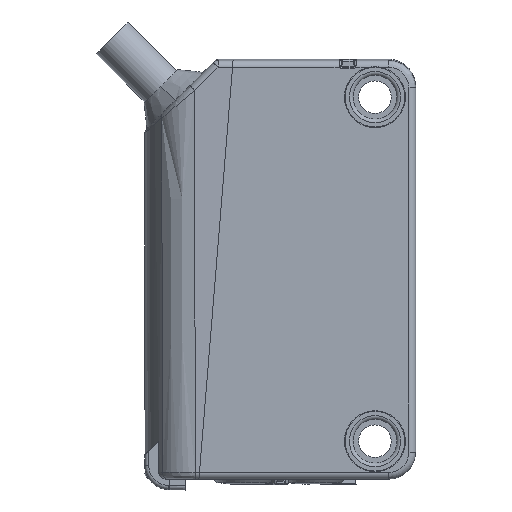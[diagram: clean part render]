
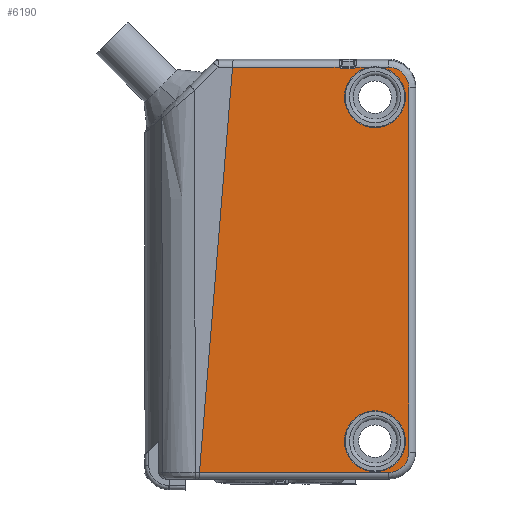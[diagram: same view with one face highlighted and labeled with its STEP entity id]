
A CAD part, left-side view. The second image highlights one B-rep face of the part: STEP entity #6190.
In plain terms, the highlighted planar face has unit normal (-1, 0, 0).
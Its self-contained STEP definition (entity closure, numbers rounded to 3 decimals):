
#251=ELLIPSE('',#6616,1.5,1.5);
#317=CIRCLE('',#6615,1.5);
#318=CIRCLE('',#6617,2.25);
#319=CIRCLE('',#6618,0.2);
#320=CIRCLE('',#6619,0.2);
#321=CIRCLE('',#6620,2.25);
#736=FACE_BOUND('',#1189,.T.);
#796=FACE_OUTER_BOUND('',#1188,.T.);
#1188=EDGE_LOOP('',(#4229,#4230,#4231,#4232,#4233,#4234,#4235,#4236,#4237,
#4238,#4239,#4240));
#1189=EDGE_LOOP('',(#4241));
#1645=LINE('',#9500,#2133);
#1647=LINE('',#9515,#2135);
#1650=LINE('',#9532,#2138);
#1651=LINE('',#9536,#2139);
#1652=LINE('',#9540,#2140);
#1653=LINE('',#9544,#2141);
#1654=LINE('',#9548,#2142);
#2133=VECTOR('',#7449,7.937);
#2135=VECTOR('',#7459,30.012);
#2138=VECTOR('',#7464,13.959);
#2139=VECTOR('',#7467,26.912);
#2140=VECTOR('',#7470,0.592);
#2141=VECTOR('',#7473,1.012);
#2142=VECTOR('',#7476,0.8);
#2636=VERTEX_POINT('',#9497);
#2637=VERTEX_POINT('',#9499);
#2640=VERTEX_POINT('',#9514);
#2643=VERTEX_POINT('',#9531);
#2644=VERTEX_POINT('',#9533);
#2645=VERTEX_POINT('',#9535);
#2646=VERTEX_POINT('',#9537);
#2647=VERTEX_POINT('',#9539);
#2648=VERTEX_POINT('',#9541);
#2649=VERTEX_POINT('',#9543);
#2650=VERTEX_POINT('',#9545);
#2651=VERTEX_POINT('',#9547);
#2652=VERTEX_POINT('',#9550);
#3237=EDGE_CURVE('',#2637,#2636,#1645,.T.);
#3242=EDGE_CURVE('',#2640,#2636,#1647,.T.);
#3246=EDGE_CURVE('',#2640,#2643,#1650,.T.);
#3247=EDGE_CURVE('',#2644,#2643,#317,.T.);
#3248=EDGE_CURVE('',#2645,#2644,#1651,.T.);
#3249=EDGE_CURVE('',#2646,#2645,#251,.T.);
#3250=EDGE_CURVE('',#2646,#2647,#1652,.T.);
#3251=EDGE_CURVE('',#2648,#2647,#318,.T.);
#3252=EDGE_CURVE('',#2649,#2648,#1653,.T.);
#3253=EDGE_CURVE('',#2650,#2649,#319,.T.);
#3254=EDGE_CURVE('',#2651,#2650,#1654,.T.);
#3255=EDGE_CURVE('',#2637,#2651,#320,.T.);
#3256=EDGE_CURVE('',#2652,#2652,#321,.T.);
#4229=ORIENTED_EDGE('',*,*,#3237,.T.);
#4230=ORIENTED_EDGE('',*,*,#3242,.F.);
#4231=ORIENTED_EDGE('',*,*,#3246,.T.);
#4232=ORIENTED_EDGE('',*,*,#3247,.F.);
#4233=ORIENTED_EDGE('',*,*,#3248,.F.);
#4234=ORIENTED_EDGE('',*,*,#3249,.F.);
#4235=ORIENTED_EDGE('',*,*,#3250,.T.);
#4236=ORIENTED_EDGE('',*,*,#3251,.F.);
#4237=ORIENTED_EDGE('',*,*,#3252,.F.);
#4238=ORIENTED_EDGE('',*,*,#3253,.F.);
#4239=ORIENTED_EDGE('',*,*,#3254,.F.);
#4240=ORIENTED_EDGE('',*,*,#3255,.F.);
#4241=ORIENTED_EDGE('',*,*,#3256,.F.);
#5964=PLANE('',#6614);
#6190=ADVANCED_FACE('',(#796,#736),#5964,.T.);
#6614=AXIS2_PLACEMENT_3D('',#9530,#7462,#7463);
#6615=AXIS2_PLACEMENT_3D('',#9534,#7465,#7466);
#6616=AXIS2_PLACEMENT_3D('',#9538,#7468,#7469);
#6617=AXIS2_PLACEMENT_3D('',#9542,#7471,#7472);
#6618=AXIS2_PLACEMENT_3D('',#9546,#7474,#7475);
#6619=AXIS2_PLACEMENT_3D('',#9549,#7477,#7478);
#6620=AXIS2_PLACEMENT_3D('',#9551,#7479,#7480);
#7449=DIRECTION('',(0.,1.,0.));
#7459=DIRECTION('',(0.,-0.081,0.997));
#7462=DIRECTION('center_axis',(-1.,0.,0.));
#7463=DIRECTION('ref_axis',(0.,0.,1.));
#7464=DIRECTION('',(0.,-1.,0.));
#7465=DIRECTION('center_axis',(1.,0.,0.));
#7466=DIRECTION('ref_axis',(0.,-1.,0.));
#7467=DIRECTION('',(0.,0.,-1.));
#7468=DIRECTION('center_axis',(1.,0.,0.));
#7469=DIRECTION('ref_axis',(0.,-0.061,0.998));
#7470=DIRECTION('',(0.,1.,0.));
#7471=DIRECTION('center_axis',(-1.,0.,0.));
#7472=DIRECTION('ref_axis',(0.,0.181,0.983));
#7473=DIRECTION('',(0.,-1.,0.));
#7474=DIRECTION('center_axis',(-1.,0.,0.));
#7475=DIRECTION('ref_axis',(0.,0.,-1.));
#7476=DIRECTION('',(0.,-1.,0.));
#7477=DIRECTION('center_axis',(-1.,0.,0.));
#7478=DIRECTION('ref_axis',(0.,0.9,-0.437));
#7479=DIRECTION('center_axis',(-1.,0.,0.));
#7480=DIRECTION('ref_axis',(0.,1.,0.));
#9497=CARTESIAN_POINT('',(-5.5,10.397,9.613));
#9499=CARTESIAN_POINT('',(-5.5,2.46,9.613));
#9500=CARTESIAN_POINT('',(-5.5,2.46,9.613));
#9514=CARTESIAN_POINT('',(-5.5,12.839,-20.3));
#9515=CARTESIAN_POINT('',(-5.5,12.839,-20.3));
#9530=CARTESIAN_POINT('Origin',(-5.5,-3.12,-20.8));
#9531=CARTESIAN_POINT('',(-5.5,-1.12,-20.3));
#9532=CARTESIAN_POINT('',(-5.5,12.839,-20.3));
#9533=CARTESIAN_POINT('',(-5.5,-2.62,-18.8));
#9534=CARTESIAN_POINT('Origin',(-5.5,-1.12,-18.8));
#9535=CARTESIAN_POINT('',(-5.5,-2.62,8.112));
#9536=CARTESIAN_POINT('',(-5.5,-2.62,8.112));
#9537=CARTESIAN_POINT('',(-5.5,-1.12,9.613));
#9538=CARTESIAN_POINT('Origin',(-5.5,-1.12,8.112));
#9539=CARTESIAN_POINT('',(-5.5,-0.528,9.613));
#9540=CARTESIAN_POINT('',(-5.5,-1.12,9.613));
#9541=CARTESIAN_POINT('',(-5.5,0.288,9.613));
#9542=CARTESIAN_POINT('Origin',(-5.5,-0.12,7.4));
#9543=CARTESIAN_POINT('',(-5.5,1.3,9.613));
#9544=CARTESIAN_POINT('',(-5.5,1.3,9.613));
#9545=CARTESIAN_POINT('',(-5.5,1.48,9.5));
#9546=CARTESIAN_POINT('Origin',(-5.5,1.48,9.7));
#9547=CARTESIAN_POINT('',(-5.5,2.28,9.5));
#9548=CARTESIAN_POINT('',(-5.5,2.28,9.5));
#9549=CARTESIAN_POINT('Origin',(-5.5,2.28,9.7));
#9550=CARTESIAN_POINT('',(-5.5,-2.37,-18.));
#9551=CARTESIAN_POINT('Origin',(-5.5,-0.12,-18.));
